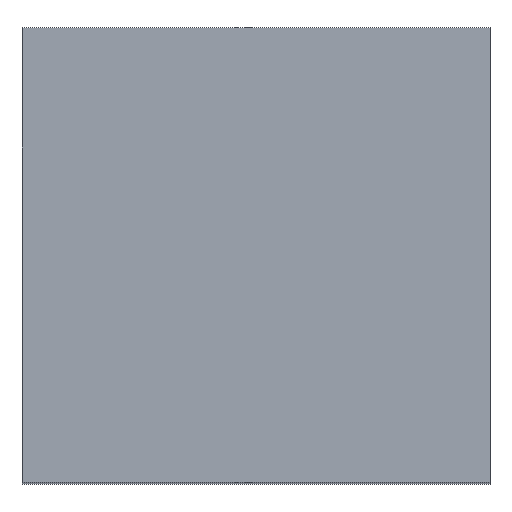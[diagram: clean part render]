
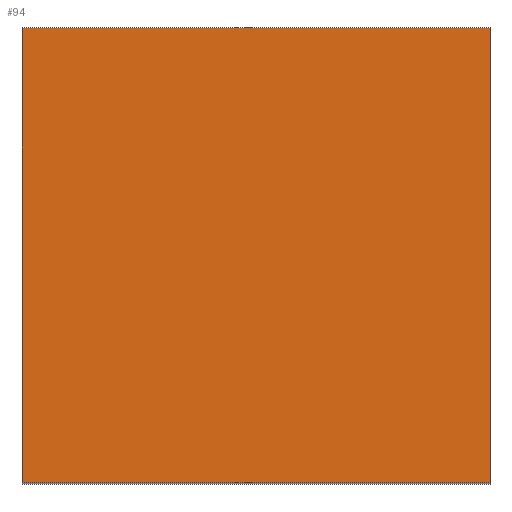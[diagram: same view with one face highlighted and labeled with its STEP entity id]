
A CAD part, top view. The second image highlights one B-rep face of the part: STEP entity #94.
In plain terms, the highlighted planar face has unit normal (0, 0, 1).
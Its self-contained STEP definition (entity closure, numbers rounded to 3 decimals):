
#94=ADVANCED_FACE('',(#140),#142,.T.);
#140=FACE_BOUND('',#141,.T.);
#141=EDGE_LOOP('',(#170,#171,#172,#173));
#142=PLANE('',#143);
#143=AXIS2_PLACEMENT_3D('',#144,#145,#146);
#144=CARTESIAN_POINT('',(0.,0.,73.));
#145=DIRECTION('',(0.,0.,1.));
#146=DIRECTION('',(-1.,0.,0.));
#170=ORIENTED_EDGE('',*,*,#180,.T.);
#171=ORIENTED_EDGE('',*,*,#184,.T.);
#172=ORIENTED_EDGE('',*,*,#187,.T.);
#173=ORIENTED_EDGE('',*,*,#189,.T.);
#180=EDGE_CURVE('',#195,#193,#196,.T.);
#184=EDGE_CURVE('',#193,#200,#202,.T.);
#187=EDGE_CURVE('',#200,#205,#207,.T.);
#189=EDGE_CURVE('',#205,#195,#209,.T.);
#193=VERTEX_POINT('',#215);
#195=VERTEX_POINT('',#219);
#196=LINE('',#220,#221);
#200=VERTEX_POINT('',#230);
#202=LINE('',#234,#235);
#205=VERTEX_POINT('',#241);
#207=LINE('',#245,#246);
#209=LINE('',#251,#252);
#215=CARTESIAN_POINT('',(-17.5,-17.,73.));
#219=CARTESIAN_POINT('',(-17.5,17.,73.));
#220=CARTESIAN_POINT('',(-17.5,17.,73.));
#221=VECTOR('',#222,1.);
#222=DIRECTION('',(0.,-1.,0.));
#230=CARTESIAN_POINT('',(17.5,-17.,73.));
#234=CARTESIAN_POINT('',(-17.5,-17.,73.));
#235=VECTOR('',#236,1.);
#236=DIRECTION('',(1.,0.,0.));
#241=CARTESIAN_POINT('',(17.5,17.,73.));
#245=CARTESIAN_POINT('',(17.5,-17.,73.));
#246=VECTOR('',#247,1.);
#247=DIRECTION('',(0.,1.,0.));
#251=CARTESIAN_POINT('',(17.5,17.,73.));
#252=VECTOR('',#253,1.);
#253=DIRECTION('',(-1.,0.,0.));
